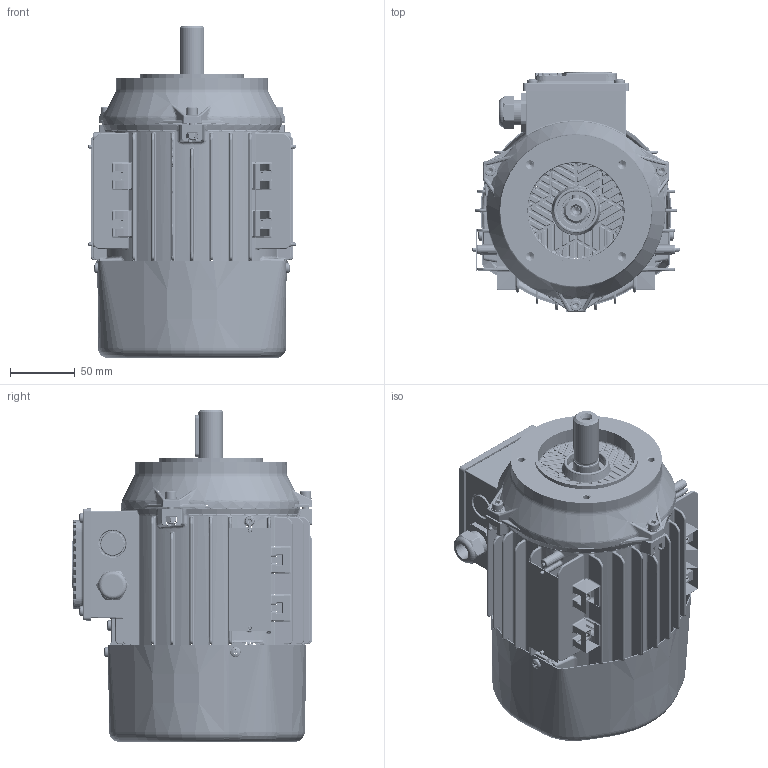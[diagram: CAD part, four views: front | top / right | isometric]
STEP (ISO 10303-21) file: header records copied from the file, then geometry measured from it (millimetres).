
FILE_DESCRIPTION(/* description */ (''),/* implementation_level */ '2;1');
FILE_NAME(/* name */ 'DIS GORUNUS QN80 B14.stp',/* time_stamp */ '2022-09-22T13:38:57+03:00',/* author */ (''),/* organization */ (''),/* preprocessor_version */ 'ST-DEVELOPER v16',/* originating_system */ 'SIEMENS PLM Software NX 11.0',/* authorisation */ '');
FILE_SCHEMA (('AUTOMOTIVE_DESIGN { 1 0 10303 214 3 1 1 1 }'));
Products named in the file (1): 260320808B12lijn
Bounding box: 159.68 x 184.95 x 255.71 mm (x, y, z)
Surface area: 274029.8 mm2 (no closed solid volume)
Topology: 0 solids, 84 shells, 5107 faces, 16717 edges, 11004 vertices
Faces by surface type: cylinder 1728, bspline 1547, plane 1217, torus 289, sphere 178, cone 148
Full cylindrical faces by diameter (mm): 4 x3, 4.5 x1, 5 x7, 5.1 x1, 6.4 x1, 8 x8, 8.5 x3, 13 x1, 18.4 x1, 19 x2, 20 x3, 27.8 x1, 28 x1, 80 x1, 134.4 x1
Entity records: 216513 total; most frequent: CARTESIAN_POINT 83328, DIRECTION 27073, ORIENTED_EDGE 25415, EDGE_CURVE 16270, VERTEX_POINT 10930, AXIS2_PLACEMENT_3D 10771, CIRCLE 5856, LINE 5531
